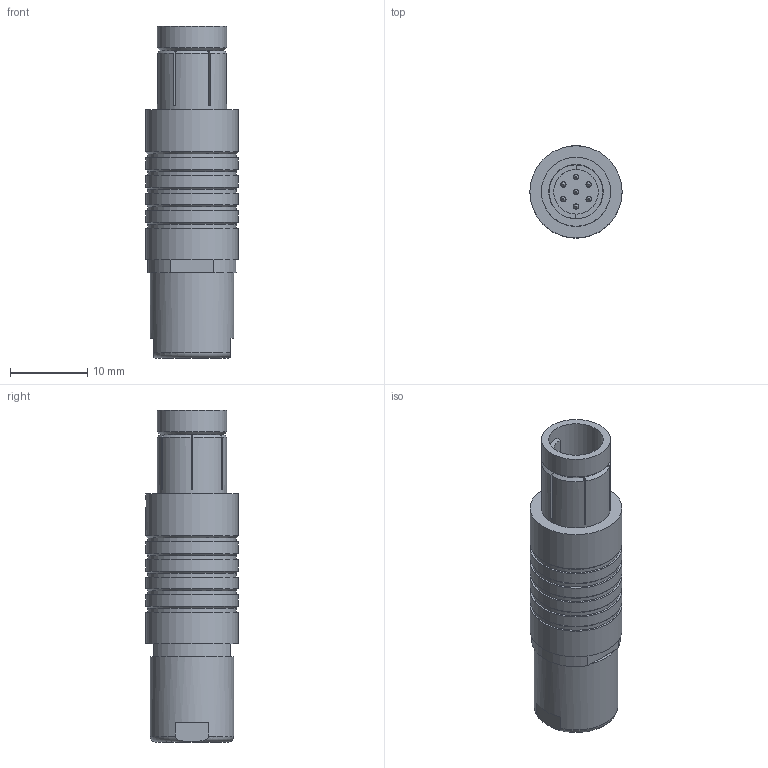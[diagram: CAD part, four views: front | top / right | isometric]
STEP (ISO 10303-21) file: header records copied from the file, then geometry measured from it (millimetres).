
FILE_DESCRIPTION(/* description */ (''),/* implementation_level */ '2;1');
FILE_NAME(/* name */ 'C364.stp',/* time_stamp */ '2020-05-01T15:41:54-04:00',/* author */ ('lcup'),/* organization */ (''),/* preprocessor_version */ 'ST-DEVELOPER v18',/* originating_system */ 'Autodesk Inventor 2020',/* authorisation */ '');
FILE_SCHEMA (('AUTOMOTIVE_DESIGN { 1 0 10303 214 3 1 1 }'));
Length unit declared in the file: inch
Products named in the file (8): CBP10219; CBP10019, PIN - SHORT; CBP10019, PIN - LONG; CBP10219, PIN HOLDER; CBP10219, CAP; CBP10219, CASE; CBP10219, GRIP-1; CBP10219, GRIP-2
Assembly tree (12 placements, depth 2):
  CBP10219
    CBP10019, PIN - SHORT  x6
    CBP10019, PIN - LONG
    CBP10219, PIN HOLDER
    CBP10219, CAP
    CBP10219, CASE
    CBP10219, GRIP-1
    CBP10219, GRIP-2
Bounding box: 11.96 x 11.96 x 43.08 mm (x, y, z)
Volume: 2624 mm3; surface area: 5140.6 mm2
Topology: 12 solids, 12 shells, 486 faces, 1231 edges, 763 vertices
Faces by surface type: plane 168, cylinder 135, bspline 84, cone 40, torus 30, sphere 29
Full cylindrical faces by diameter (mm): 0.673 x7, 0.711 x7, 0.889 x7, 1.194 x7, 1.27 x7, 5.842 x1, 6.35 x1, 6.96 x1, 6.985 x1, 7.061 x1, 7.696 x1, 7.976 x1, 8.052 x1, 8.966 x2, 9.246 x1, 9.855 x1, 10.871 x1, 11.455 x5, 11.963 x6
Entity records: 12061 total; most frequent: CARTESIAN_POINT 3445, ORIENTED_EDGE 1772, DIRECTION 1595, EDGE_CURVE 886, VERTEX_POINT 583, AXIS2_PLACEMENT_3D 565, LINE 465, VECTOR 465
